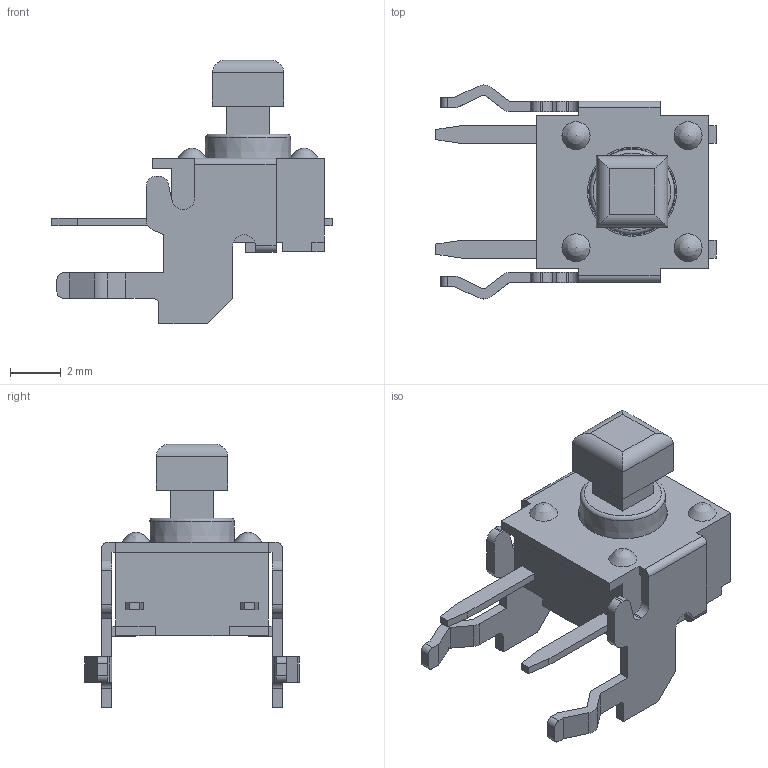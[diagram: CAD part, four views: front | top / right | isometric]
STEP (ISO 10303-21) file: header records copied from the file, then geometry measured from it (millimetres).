
FILE_DESCRIPTION((' '),'2;1');
FILE_NAME('TL1105JAFxxxx.stp','2017-07-20T15:47:38',(' '),(' '),' ','ACIS',' ');
FILE_SCHEMA(('CONFIG_CONTROL_DESIGN'));
Length unit declared in the file: inch
Products named in the file (1): TL1105JAFxxxx.stp
Bounding box: 11 x 8.4 x 10.35 mm (x, y, z)
Volume: 147.3 mm3; surface area: 477.7 mm2
Topology: 1 solids, 2 shells, 269 faces, 722 edges, 471 vertices
Faces by surface type: plane 182, cylinder 76, bspline 5, torus 5, cone 1
Full cylindrical faces by diameter (mm): 3.5 x1, 5 x1
Entity records: 8485 total; most frequent: CARTESIAN_POINT 1622, ORIENTED_EDGE 1410, DIRECTION 1368, EDGE_CURVE 705, VECTOR 564, LINE 564, VERTEX_POINT 465, AXIS2_PLACEMENT_3D 402
